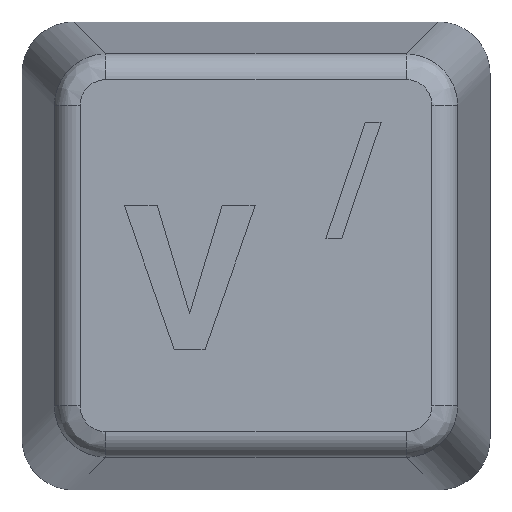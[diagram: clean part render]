
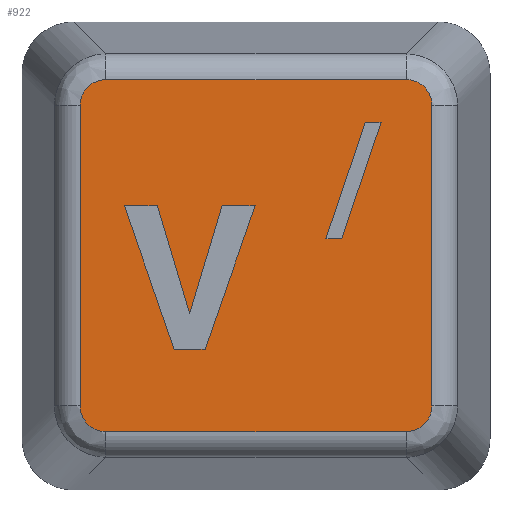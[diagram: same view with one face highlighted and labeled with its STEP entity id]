
A CAD part, top view. The second image highlights one B-rep face of the part: STEP entity #922.
In plain terms, the highlighted planar face has unit normal (0, 0, 1).
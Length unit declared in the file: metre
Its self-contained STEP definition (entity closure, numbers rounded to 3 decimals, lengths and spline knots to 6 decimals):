
#39=LINE('',#1345,#144);
#40=LINE('',#1349,#145);
#41=LINE('',#1353,#146);
#42=LINE('',#1357,#147);
#43=LINE('',#1358,#148);
#44=LINE('',#1361,#149);
#45=LINE('',#1363,#150);
#46=LINE('',#1365,#151);
#47=LINE('',#1366,#152);
#48=LINE('',#1369,#153);
#49=LINE('',#1371,#154);
#50=LINE('',#1373,#155);
#51=LINE('',#1375,#156);
#52=LINE('',#1377,#157);
#53=LINE('',#1379,#158);
#144=VECTOR('',#1077,1.);
#145=VECTOR('',#1080,1.);
#146=VECTOR('',#1083,1.);
#147=VECTOR('',#1086,1.);
#148=VECTOR('',#1087,1.);
#149=VECTOR('',#1088,1.);
#150=VECTOR('',#1089,1.);
#151=VECTOR('',#1090,1.);
#152=VECTOR('',#1091,1.);
#153=VECTOR('',#1092,1.);
#154=VECTOR('',#1093,1.);
#155=VECTOR('',#1094,1.);
#156=VECTOR('',#1095,1.);
#157=VECTOR('',#1096,1.);
#158=VECTOR('',#1097,1.);
#249=ORIENTED_EDGE('',*,*,#519,.F.);
#250=ORIENTED_EDGE('',*,*,#520,.T.);
#251=ORIENTED_EDGE('',*,*,#521,.F.);
#252=ORIENTED_EDGE('',*,*,#522,.T.);
#253=ORIENTED_EDGE('',*,*,#523,.F.);
#254=ORIENTED_EDGE('',*,*,#524,.T.);
#255=ORIENTED_EDGE('',*,*,#525,.F.);
#256=ORIENTED_EDGE('',*,*,#526,.T.);
#257=ORIENTED_EDGE('',*,*,#527,.T.);
#258=ORIENTED_EDGE('',*,*,#528,.T.);
#259=ORIENTED_EDGE('',*,*,#529,.T.);
#260=ORIENTED_EDGE('',*,*,#530,.T.);
#261=ORIENTED_EDGE('',*,*,#531,.T.);
#262=ORIENTED_EDGE('',*,*,#532,.T.);
#263=ORIENTED_EDGE('',*,*,#533,.T.);
#264=ORIENTED_EDGE('',*,*,#534,.T.);
#265=ORIENTED_EDGE('',*,*,#535,.T.);
#266=ORIENTED_EDGE('',*,*,#536,.T.);
#267=ORIENTED_EDGE('',*,*,#537,.T.);
#519=EDGE_CURVE('',#654,#655,#742,.F.);
#520=EDGE_CURVE('',#654,#656,#39,.T.);
#521=EDGE_CURVE('',#657,#656,#743,.F.);
#522=EDGE_CURVE('',#657,#658,#40,.T.);
#523=EDGE_CURVE('',#659,#658,#744,.F.);
#524=EDGE_CURVE('',#659,#660,#41,.T.);
#525=EDGE_CURVE('',#661,#660,#745,.F.);
#526=EDGE_CURVE('',#661,#655,#42,.T.);
#527=EDGE_CURVE('',#662,#663,#43,.T.);
#528=EDGE_CURVE('',#663,#664,#44,.T.);
#529=EDGE_CURVE('',#664,#665,#45,.T.);
#530=EDGE_CURVE('',#665,#662,#46,.T.);
#531=EDGE_CURVE('',#666,#667,#47,.T.);
#532=EDGE_CURVE('',#667,#668,#48,.T.);
#533=EDGE_CURVE('',#668,#669,#49,.T.);
#534=EDGE_CURVE('',#669,#670,#50,.T.);
#535=EDGE_CURVE('',#670,#671,#51,.T.);
#536=EDGE_CURVE('',#671,#672,#52,.T.);
#537=EDGE_CURVE('',#672,#666,#53,.T.);
#654=VERTEX_POINT('',#1343);
#655=VERTEX_POINT('',#1344);
#656=VERTEX_POINT('',#1346);
#657=VERTEX_POINT('',#1348);
#658=VERTEX_POINT('',#1350);
#659=VERTEX_POINT('',#1352);
#660=VERTEX_POINT('',#1354);
#661=VERTEX_POINT('',#1356);
#662=VERTEX_POINT('',#1359);
#663=VERTEX_POINT('',#1360);
#664=VERTEX_POINT('',#1362);
#665=VERTEX_POINT('',#1364);
#666=VERTEX_POINT('',#1367);
#667=VERTEX_POINT('',#1368);
#668=VERTEX_POINT('',#1370);
#669=VERTEX_POINT('',#1372);
#670=VERTEX_POINT('',#1374);
#671=VERTEX_POINT('',#1376);
#672=VERTEX_POINT('',#1378);
#742=ELLIPSE('',#991,0.00102,0.001);
#743=ELLIPSE('',#992,0.00102,0.001);
#744=ELLIPSE('',#993,0.00102,0.001);
#745=ELLIPSE('',#994,0.00102,0.001);
#762=EDGE_LOOP('',(#249,#250,#251,#252,#253,#254,#255,#256));
#763=EDGE_LOOP('',(#257,#258,#259,#260));
#764=EDGE_LOOP('',(#261,#262,#263,#264,#265,#266,#267));
#823=FACE_BOUND('',#762,.T.);
#824=FACE_BOUND('',#763,.T.);
#825=FACE_BOUND('',#764,.T.);
#884=PLANE('',#990);
#922=ADVANCED_FACE('',(#823,#824,#825),#884,.T.);
#990=AXIS2_PLACEMENT_3D('',#1341,#1073,#1074);
#991=AXIS2_PLACEMENT_3D('',#1342,#1075,#1076);
#992=AXIS2_PLACEMENT_3D('',#1347,#1078,#1079);
#993=AXIS2_PLACEMENT_3D('',#1351,#1081,#1082);
#994=AXIS2_PLACEMENT_3D('',#1355,#1084,#1085);
#1073=DIRECTION('',(0.,0.,1.));
#1074=DIRECTION('',(1.,0.,0.));
#1075=DIRECTION('',(0.,0.,1.));
#1076=DIRECTION('',(-0.707,-0.707,0.));
#1077=DIRECTION('',(-1.,0.,0.));
#1078=DIRECTION('',(0.,0.,1.));
#1079=DIRECTION('',(0.707,-0.707,0.));
#1080=DIRECTION('',(0.,-1.,0.));
#1081=DIRECTION('',(0.,0.,1.));
#1082=DIRECTION('',(0.707,0.707,0.));
#1083=DIRECTION('',(1.,0.,0.));
#1084=DIRECTION('',(0.,0.,1.));
#1085=DIRECTION('',(-0.707,0.707,0.));
#1086=DIRECTION('',(0.,1.,0.));
#1087=DIRECTION('',(-0.321,-0.947,0.));
#1088=DIRECTION('',(-1.,0.,0.));
#1089=DIRECTION('',(0.321,0.947,0.));
#1090=DIRECTION('',(1.,0.,0.));
#1091=DIRECTION('',(0.287,-0.958,0.));
#1092=DIRECTION('',(0.288,0.957,0.));
#1093=DIRECTION('',(1.,0.,0.));
#1094=DIRECTION('',(-0.329,-0.944,0.));
#1095=DIRECTION('',(-1.,0.,0.));
#1096=DIRECTION('',(-0.328,0.945,0.));
#1097=DIRECTION('',(1.,0.,0.));
#1341=CARTESIAN_POINT('',(0.0925,-0.048,0.0095));
#1342=CARTESIAN_POINT('',(0.098257,-0.042243,0.0095));
#1343=CARTESIAN_POINT('',(0.098277,-0.041233,0.0095));
#1344=CARTESIAN_POINT('',(0.099267,-0.042223,0.0095));
#1345=CARTESIAN_POINT('',(0.0925,-0.041233,0.0095));
#1346=CARTESIAN_POINT('',(0.086723,-0.041233,0.0095));
#1347=CARTESIAN_POINT('',(0.086743,-0.042243,0.0095));
#1348=CARTESIAN_POINT('',(0.085733,-0.042223,0.0095));
#1349=CARTESIAN_POINT('',(0.085733,-0.048,0.0095));
#1350=CARTESIAN_POINT('',(0.085733,-0.053777,0.0095));
#1351=CARTESIAN_POINT('',(0.086743,-0.053757,0.0095));
#1352=CARTESIAN_POINT('',(0.086723,-0.054767,0.0095));
#1353=CARTESIAN_POINT('',(0.0925,-0.054767,0.0095));
#1354=CARTESIAN_POINT('',(0.098277,-0.054767,0.0095));
#1355=CARTESIAN_POINT('',(0.098257,-0.053757,0.0095));
#1356=CARTESIAN_POINT('',(0.099267,-0.053777,0.0095));
#1357=CARTESIAN_POINT('',(0.099267,-0.048,0.0095));
#1358=CARTESIAN_POINT('',(0.096554,-0.045115,0.0095));
#1359=CARTESIAN_POINT('',(0.097311,-0.042881,0.0095));
#1360=CARTESIAN_POINT('',(0.095796,-0.047349,0.0095));
#1361=CARTESIAN_POINT('',(0.095492,-0.047349,0.0095));
#1362=CARTESIAN_POINT('',(0.095189,-0.047349,0.0095));
#1363=CARTESIAN_POINT('',(0.095946,-0.045115,0.0095));
#1364=CARTESIAN_POINT('',(0.096703,-0.042881,0.0095));
#1365=CARTESIAN_POINT('',(0.097007,-0.042881,0.0095));
#1366=CARTESIAN_POINT('',(0.089324,-0.048161,0.0095));
#1367=CARTESIAN_POINT('',(0.088701,-0.046082,0.0095));
#1368=CARTESIAN_POINT('',(0.089947,-0.05024,0.0095));
#1369=CARTESIAN_POINT('',(0.090573,-0.048161,0.0095));
#1370=CARTESIAN_POINT('',(0.0912,-0.046082,0.0095));
#1371=CARTESIAN_POINT('',(0.091834,-0.046082,0.0095));
#1372=CARTESIAN_POINT('',(0.092468,-0.046082,0.0095));
#1373=CARTESIAN_POINT('',(0.091505,-0.048847,0.0095));
#1374=CARTESIAN_POINT('',(0.090542,-0.051611,0.0095));
#1375=CARTESIAN_POINT('',(0.089948,-0.051611,0.0095));
#1376=CARTESIAN_POINT('',(0.089354,-0.051611,0.0095));
#1377=CARTESIAN_POINT('',(0.088395,-0.048847,0.0095));
#1378=CARTESIAN_POINT('',(0.087436,-0.046082,0.0095));
#1379=CARTESIAN_POINT('',(0.088069,-0.046082,0.0095));
